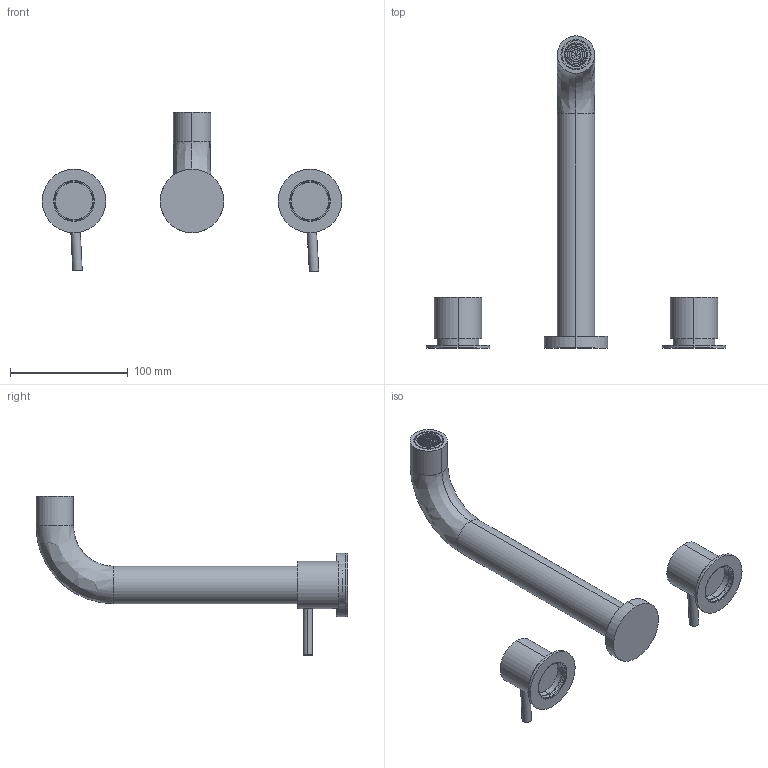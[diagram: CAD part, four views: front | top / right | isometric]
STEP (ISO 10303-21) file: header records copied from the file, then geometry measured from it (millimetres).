
FILE_DESCRIPTION (( 'STEP AP214' ), '1' );
FILE_NAME ('S32WBS250C_shell.STEP', '2018-10-08T22:48:29', ( 'khoa' ), ( '' ), 'SwSTEP 2.0', 'SolidWorks 2016', '' );
FILE_SCHEMA (( 'AUTOMOTIVE_DESIGN' ));
Length unit declared in the file: millimetre
Products named in the file (2): S32WBS250C_shell
Bounding box: 254 x 264.4 x 134.77 mm (x, y, z)
Volume: 174675.8 mm3; surface area: 90856.4 mm2
Topology: 5 solids, 7 shells, 400 faces, 1071 edges, 709 vertices
Faces by surface type: plane 292, cylinder 93, cone 11, bspline 4
Entity records: 12939 total; most frequent: CARTESIAN_POINT 2386, DIRECTION 2290, ORIENTED_EDGE 2142, EDGE_CURVE 1071, AXIS2_PLACEMENT_3D 836, VERTEX_POINT 709, LINE 618, VECTOR 618
